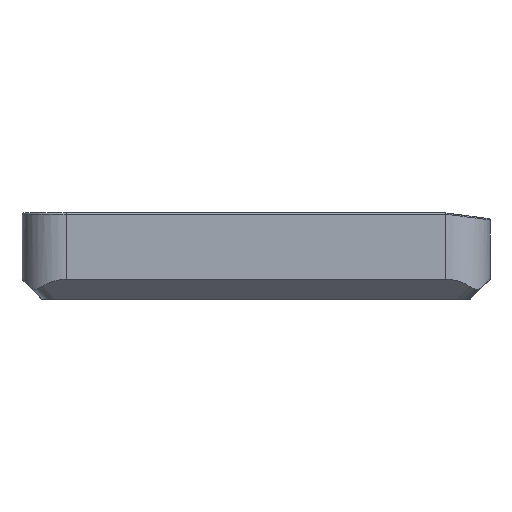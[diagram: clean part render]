
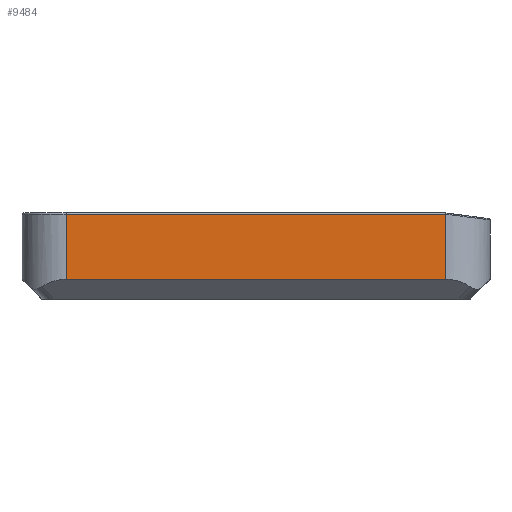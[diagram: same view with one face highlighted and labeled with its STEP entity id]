
A CAD part, left-side view. The second image highlights one B-rep face of the part: STEP entity #9484.
In plain terms, the highlighted planar face has unit normal (-1, 0, 0).
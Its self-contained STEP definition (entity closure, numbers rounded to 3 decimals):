
#1158=PLANE('',#10627);
#1725=FACE_OUTER_BOUND('',#2346,.T.);
#2346=EDGE_LOOP('',(#8707,#8708,#8709,#8710,#8711));
#2686=LINE('',#15830,#3315);
#2687=LINE('',#15833,#3316);
#2978=LINE('',#18765,#3607);
#2980=LINE('',#18771,#3609);
#2982=LINE('',#18786,#3611);
#3315=VECTOR('',#11631,10.);
#3316=VECTOR('',#11636,10.);
#3607=VECTOR('',#13411,10.);
#3609=VECTOR('',#13417,10.);
#3611=VECTOR('',#13423,10.);
#4195=VERTEX_POINT('',#15804);
#4198=VERTEX_POINT('',#15821);
#4201=VERTEX_POINT('',#15829);
#4643=VERTEX_POINT('',#18763);
#4645=VERTEX_POINT('',#18769);
#5221=EDGE_CURVE('',#4198,#4201,#2686,.T.);
#5223=EDGE_CURVE('',#4201,#4195,#2687,.T.);
#6023=EDGE_CURVE('',#4643,#4198,#2978,.T.);
#6026=EDGE_CURVE('',#4643,#4645,#2980,.T.);
#6029=EDGE_CURVE('',#4195,#4645,#2982,.T.);
#8707=ORIENTED_EDGE('',*,*,#5221,.F.);
#8708=ORIENTED_EDGE('',*,*,#6023,.F.);
#8709=ORIENTED_EDGE('',*,*,#6026,.T.);
#8710=ORIENTED_EDGE('',*,*,#6029,.F.);
#8711=ORIENTED_EDGE('',*,*,#5223,.F.);
#9484=ADVANCED_FACE('',(#1725),#1158,.T.);
#10627=AXIS2_PLACEMENT_3D('',#18808,#13454,#13455);
#11631=DIRECTION('',(0.,-1.,0.));
#11636=DIRECTION('',(0.,-0.991,-0.131));
#13411=DIRECTION('',(0.,0.,1.));
#13417=DIRECTION('',(0.,-1.,0.));
#13423=DIRECTION('',(0.,0.,-1.));
#13454=DIRECTION('center_axis',(-1.,0.,0.));
#13455=DIRECTION('ref_axis',(0.,-1.,0.));
#15804=CARTESIAN_POINT('',(-9.5,-0.5,7.248));
#15821=CARTESIAN_POINT('',(-9.5,76.7,7.25));
#15829=CARTESIAN_POINT('',(-9.5,-0.484,7.25));
#15830=CARTESIAN_POINT('',(-9.5,61.9,7.25));
#15833=CARTESIAN_POINT('',(-9.5,41.413,12.766));
#18763=CARTESIAN_POINT('',(-9.5,76.7,-6.));
#18765=CARTESIAN_POINT('',(-9.5,76.7,0.));
#18769=CARTESIAN_POINT('',(-9.5,-0.5,-6.));
#18771=CARTESIAN_POINT('',(-9.5,42.85,-6.));
#18786=CARTESIAN_POINT('',(-9.5,-0.5,0.));
#18808=CARTESIAN_POINT('Origin',(-9.5,85.7,0.));
